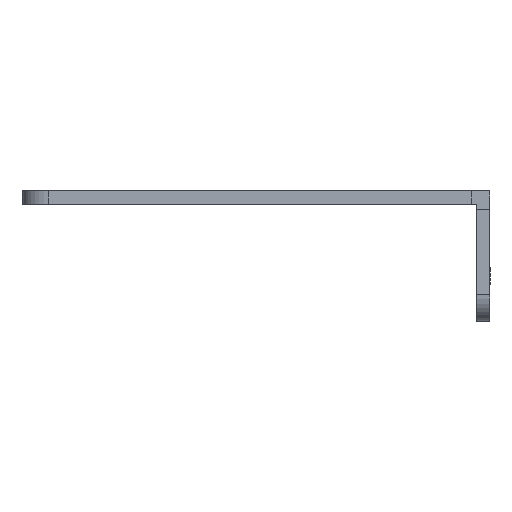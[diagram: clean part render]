
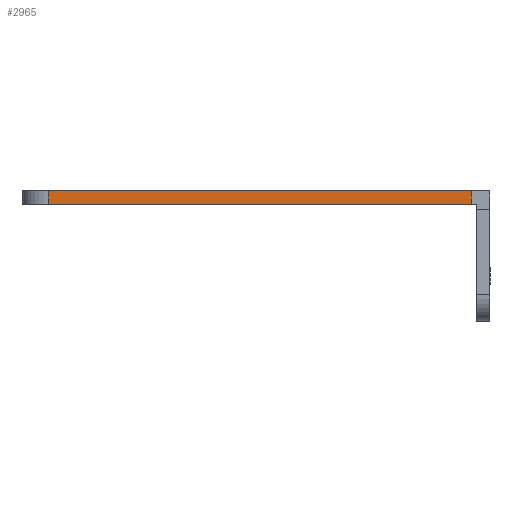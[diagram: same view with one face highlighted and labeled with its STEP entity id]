
A CAD part, left-side view. The second image highlights one B-rep face of the part: STEP entity #2965.
In plain terms, the highlighted planar face has unit normal (-1, 0, 0).
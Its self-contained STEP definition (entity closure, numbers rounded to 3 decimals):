
#115 = ORIENTED_EDGE ( 'NONE', *, *, #4819, .F. ) ;
#200 = CARTESIAN_POINT ( 'NONE',  ( -200., -42.25, -2.5 ) ) ;
#259 = VERTEX_POINT ( 'NONE', #2639 ) ;
#443 = CARTESIAN_POINT ( 'NONE',  ( -200., -42.25, 0. ) ) ;
#559 = LINE ( 'NONE', #2662, #4495 ) ;
#658 = VECTOR ( 'NONE', #3644, 1000. ) ;
#719 = ORIENTED_EDGE ( 'NONE', *, *, #1599, .T. ) ;
#952 = VERTEX_POINT ( 'NONE', #3067 ) ;
#1599 = EDGE_CURVE ( 'NONE', #259, #952, #559, .T. ) ;
#2218 = CARTESIAN_POINT ( 'NONE',  ( -200., 37.25, -2.5 ) ) ;
#2319 = VECTOR ( 'NONE', #2977, 1000. ) ;
#2386 = LINE ( 'NONE', #2218, #2319 ) ;
#2402 = EDGE_LOOP ( 'NONE', ( #115, #3854, #719, #4583 ) ) ;
#2414 = FACE_OUTER_BOUND ( 'NONE', #2402, .T. ) ;
#2518 = VERTEX_POINT ( 'NONE', #2539 ) ;
#2539 = CARTESIAN_POINT ( 'NONE',  ( -200., 37.25, 0. ) ) ;
#2639 = CARTESIAN_POINT ( 'NONE',  ( -200., 37.25, -2.5 ) ) ;
#2662 = CARTESIAN_POINT ( 'NONE',  ( -200., 42.25, -2.5 ) ) ;
#2709 = DIRECTION ( 'NONE',  ( 0., -1., 0. ) ) ;
#2781 = VERTEX_POINT ( 'NONE', #443 ) ;
#2787 = PLANE ( 'NONE',  #3619 ) ;
#2965 = ADVANCED_FACE ( 'NONE', ( #2414 ), #2787, .T. ) ;
#2977 = DIRECTION ( 'NONE',  ( 0., 0., -1. ) ) ;
#3067 = CARTESIAN_POINT ( 'NONE',  ( -200., -42.25, -2.5 ) ) ;
#3619 = AXIS2_PLACEMENT_3D ( 'NONE', #4289, #4311, #3950 ) ;
#3644 = DIRECTION ( 'NONE',  ( 0., -1., 0. ) ) ;
#3697 = VECTOR ( 'NONE', #4807, 1000. ) ;
#3854 = ORIENTED_EDGE ( 'NONE', *, *, #4963, .T. ) ;
#3950 = DIRECTION ( 'NONE',  ( 0., 0., 1. ) ) ;
#3985 = LINE ( 'NONE', #200, #3697 ) ;
#4157 = LINE ( 'NONE', #4838, #658 ) ;
#4282 = EDGE_CURVE ( 'NONE', #952, #2781, #3985, .T. ) ;
#4289 = CARTESIAN_POINT ( 'NONE',  ( -200., 42.25, -2.5 ) ) ;
#4311 = DIRECTION ( 'NONE',  ( -1., 0., 0. ) ) ;
#4495 = VECTOR ( 'NONE', #2709, 1000. ) ;
#4583 = ORIENTED_EDGE ( 'NONE', *, *, #4282, .T. ) ;
#4807 = DIRECTION ( 'NONE',  ( 0., 0., 1. ) ) ;
#4819 = EDGE_CURVE ( 'NONE', #2518, #2781, #4157, .T. ) ;
#4838 = CARTESIAN_POINT ( 'NONE',  ( -200., 42.25, 0. ) ) ;
#4963 = EDGE_CURVE ( 'NONE', #2518, #259, #2386, .T. ) ;
